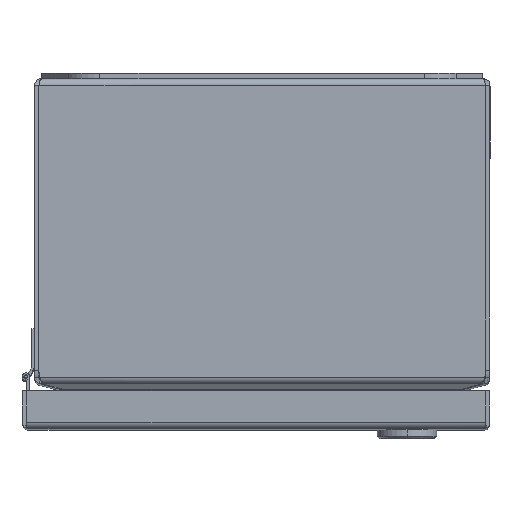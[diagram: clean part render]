
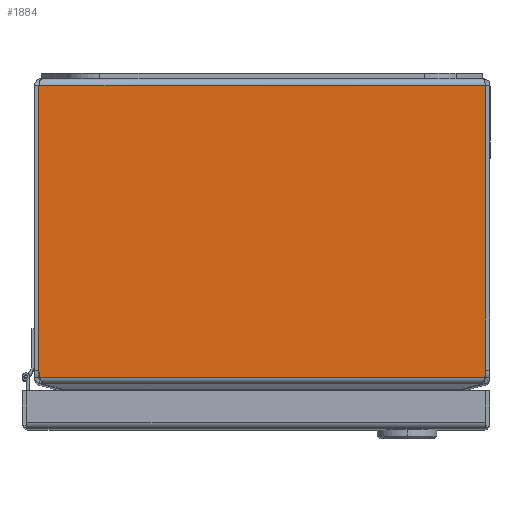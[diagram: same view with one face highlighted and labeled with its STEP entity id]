
A CAD part, top view. The second image highlights one B-rep face of the part: STEP entity #1884.
In plain terms, the highlighted planar face has unit normal (0, 0, 1).
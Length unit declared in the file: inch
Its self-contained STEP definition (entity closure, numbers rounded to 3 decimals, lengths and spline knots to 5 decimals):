
#231 = ORIENTED_EDGE ( 'NONE', *, *, #22456, .F. ) ;
#322 = VECTOR ( 'NONE', #3446, 39.37008 ) ;
#777 = DIRECTION ( 'NONE',  ( -1., 0., 0. ) ) ;
#1525 = LINE ( 'NONE', #18648, #5432 ) ;
#1884 = ADVANCED_FACE ( 'NONE', ( #2292 ), #13744, .F. ) ;
#2190 = EDGE_LOOP ( 'NONE', ( #6672, #231, #11306, #21725, #6443, #3930 ) ) ;
#2282 = EDGE_CURVE ( 'NONE', #12727, #17067, #23864, .T. ) ;
#2292 = FACE_OUTER_BOUND ( 'NONE', #2190, .T. ) ;
#2962 = CARTESIAN_POINT ( 'NONE',  ( 2.94289, -0.086, 6. ) ) ;
#3300 = LINE ( 'NONE', #24318, #12927 ) ;
#3446 = DIRECTION ( 'NONE',  ( 0., -1., 0. ) ) ;
#3930 = ORIENTED_EDGE ( 'NONE', *, *, #6152, .F. ) ;
#4889 = DIRECTION ( 'NONE',  ( -1., 0., 0. ) ) ;
#5432 = VECTOR ( 'NONE', #16998, 39.37008 ) ;
#6017 = VERTEX_POINT ( 'NONE', #15461 ) ;
#6052 = DIRECTION ( 'NONE',  ( 0., 0., -1. ) ) ;
#6152 = EDGE_CURVE ( 'NONE', #17067, #21870, #16207, .T. ) ;
#6196 = CARTESIAN_POINT ( 'NONE',  ( 20.527, 0., 6. ) ) ;
#6443 = ORIENTED_EDGE ( 'NONE', *, *, #23016, .F. ) ;
#6672 = ORIENTED_EDGE ( 'NONE', *, *, #2282, .F. ) ;
#7582 = AXIS2_PLACEMENT_3D ( 'NONE', #19893, #6052, #21538 ) ;
#8080 = VERTEX_POINT ( 'NONE', #10663 ) ;
#9726 = EDGE_CURVE ( 'NONE', #8080, #22483, #3300, .T. ) ;
#10631 = LINE ( 'NONE', #22329, #322 ) ;
#10663 = CARTESIAN_POINT ( 'NONE',  ( -2.94289, -0.086, 6. ) ) ;
#11306 = ORIENTED_EDGE ( 'NONE', *, *, #9726, .F. ) ;
#12455 = DIRECTION ( 'NONE',  ( 0., 1., 0. ) ) ;
#12727 = VERTEX_POINT ( 'NONE', #22450 ) ;
#12927 = VECTOR ( 'NONE', #16503, 39.37008 ) ;
#13019 = AXIS2_PLACEMENT_3D ( 'NONE', #22258, #14323, #12455 ) ;
#13319 = EDGE_CURVE ( 'NONE', #6017, #8080, #1525, .T. ) ;
#13744 = PLANE ( 'NONE',  #16215 ) ;
#14323 = DIRECTION ( 'NONE',  ( 0., 0., -1. ) ) ;
#14371 = VECTOR ( 'NONE', #4889, 39.37008 ) ;
#14710 = CARTESIAN_POINT ( 'NONE',  ( 2.92653, -3.93401, 6. ) ) ;
#15461 = CARTESIAN_POINT ( 'NONE',  ( -2.94289, -3.83953, 6. ) ) ;
#15556 = CARTESIAN_POINT ( 'NONE',  ( -2.92653, -3.93401, 6. ) ) ;
#16207 = LINE ( 'NONE', #22135, #14371 ) ;
#16215 = AXIS2_PLACEMENT_3D ( 'NONE', #6196, #21429, #777 ) ;
#16503 = DIRECTION ( 'NONE',  ( 1., 0., 0. ) ) ;
#16998 = DIRECTION ( 'NONE',  ( 0., 1., 0. ) ) ;
#17067 = VERTEX_POINT ( 'NONE', #14710 ) ;
#18648 = CARTESIAN_POINT ( 'NONE',  ( -2.94289, 0., 6. ) ) ;
#19893 = CARTESIAN_POINT ( 'NONE',  ( -2.66189, -3.83953, 6. ) ) ;
#20445 = CIRCLE ( 'NONE', #7582, 0.281 ) ;
#21429 = DIRECTION ( 'NONE',  ( 0., 0., -1. ) ) ;
#21538 = DIRECTION ( 'NONE',  ( -1., 0., 0. ) ) ;
#21725 = ORIENTED_EDGE ( 'NONE', *, *, #13319, .F. ) ;
#21870 = VERTEX_POINT ( 'NONE', #15556 ) ;
#22135 = CARTESIAN_POINT ( 'NONE',  ( 20.527, -3.93401, 6. ) ) ;
#22258 = CARTESIAN_POINT ( 'NONE',  ( 2.66189, -3.83953, 6. ) ) ;
#22329 = CARTESIAN_POINT ( 'NONE',  ( 2.94289, 0., 6. ) ) ;
#22450 = CARTESIAN_POINT ( 'NONE',  ( 2.94289, -3.83953, 6. ) ) ;
#22456 = EDGE_CURVE ( 'NONE', #22483, #12727, #10631, .T. ) ;
#22483 = VERTEX_POINT ( 'NONE', #2962 ) ;
#23016 = EDGE_CURVE ( 'NONE', #21870, #6017, #20445, .T. ) ;
#23864 = CIRCLE ( 'NONE', #13019, 0.281 ) ;
#24318 = CARTESIAN_POINT ( 'NONE',  ( -2.914, -0.086, 6. ) ) ;
